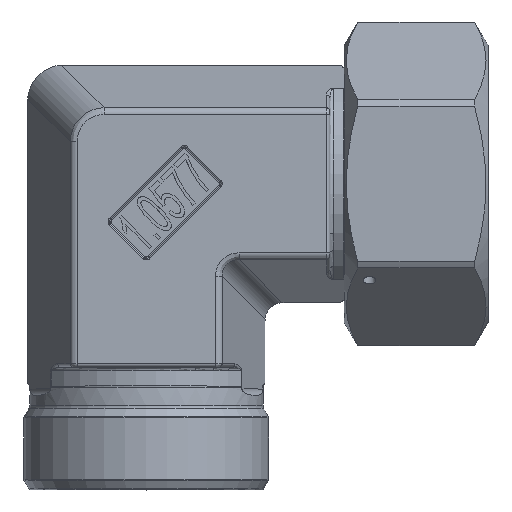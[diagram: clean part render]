
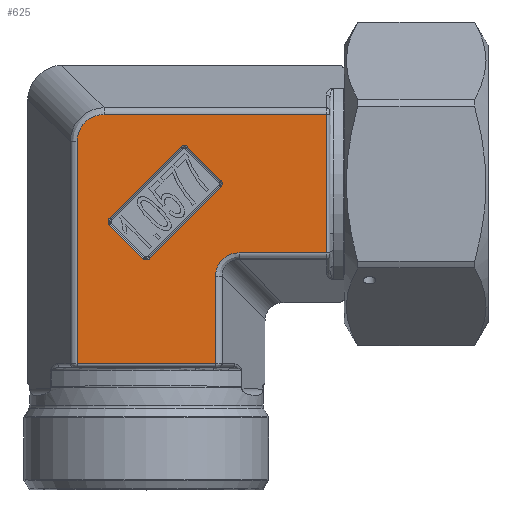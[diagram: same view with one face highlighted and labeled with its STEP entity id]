
A CAD part, top view. The second image highlights one B-rep face of the part: STEP entity #625.
In plain terms, the highlighted planar face has unit normal (0, 0, 1).
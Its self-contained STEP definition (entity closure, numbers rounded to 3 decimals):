
#227=FACE_BOUND('',#1246,.T.);
#228=FACE_BOUND('',#1247,.T.);
#425=CIRCLE('',#4660,1.4);
#426=CIRCLE('',#4661,1.4);
#427=CIRCLE('',#4662,1.4);
#428=CIRCLE('',#4663,1.4);
#625=ADVANCED_FACE('',(#227,#228),#894,.T.);
#894=PLANE('',#4666);
#1246=EDGE_LOOP('',(#2004,#2005,#2006,#2007,#2008,#2009,#2010,#2011));
#1247=EDGE_LOOP('',(#2012,#2013,#2014,#2015,#2016,#2017,#2018,#2019));
#1562=ELLIPSE('',#4664,7.873,7.);
#1563=ELLIPSE('',#4665,8.998,8.);
#2004=ORIENTED_EDGE('',*,*,#3707,.T.);
#2005=ORIENTED_EDGE('',*,*,#3708,.T.);
#2006=ORIENTED_EDGE('',*,*,#3709,.T.);
#2007=ORIENTED_EDGE('',*,*,#3710,.T.);
#2008=ORIENTED_EDGE('',*,*,#3711,.T.);
#2009=ORIENTED_EDGE('',*,*,#3712,.T.);
#2010=ORIENTED_EDGE('',*,*,#3713,.T.);
#2011=ORIENTED_EDGE('',*,*,#3714,.T.);
#2012=ORIENTED_EDGE('',*,*,#3715,.F.);
#2013=ORIENTED_EDGE('',*,*,#3716,.T.);
#2014=ORIENTED_EDGE('',*,*,#3717,.T.);
#2015=ORIENTED_EDGE('',*,*,#3718,.T.);
#2016=ORIENTED_EDGE('',*,*,#3719,.T.);
#2017=ORIENTED_EDGE('',*,*,#3720,.T.);
#2018=ORIENTED_EDGE('',*,*,#3721,.T.);
#2019=ORIENTED_EDGE('',*,*,#3722,.F.);
#3264=VERTEX_POINT('',#7078);
#3265=VERTEX_POINT('',#7079);
#3266=VERTEX_POINT('',#7081);
#3267=VERTEX_POINT('',#7083);
#3268=VERTEX_POINT('',#7085);
#3269=VERTEX_POINT('',#7087);
#3270=VERTEX_POINT('',#7089);
#3271=VERTEX_POINT('',#7091);
#3272=VERTEX_POINT('',#7094);
#3273=VERTEX_POINT('',#7095);
#3274=VERTEX_POINT('',#7097);
#3275=VERTEX_POINT('',#7099);
#3276=VERTEX_POINT('',#7101);
#3277=VERTEX_POINT('',#7103);
#3278=VERTEX_POINT('',#7105);
#3279=VERTEX_POINT('',#7107);
#3707=EDGE_CURVE('',#3264,#3265,#4234,.T.);
#3708=EDGE_CURVE('',#3265,#3266,#425,.T.);
#3709=EDGE_CURVE('',#3266,#3267,#4235,.T.);
#3710=EDGE_CURVE('',#3267,#3268,#426,.T.);
#3711=EDGE_CURVE('',#3268,#3269,#4236,.T.);
#3712=EDGE_CURVE('',#3269,#3270,#427,.T.);
#3713=EDGE_CURVE('',#3270,#3271,#4237,.T.);
#3714=EDGE_CURVE('',#3271,#3264,#428,.T.);
#3715=EDGE_CURVE('',#3272,#3273,#4238,.T.);
#3716=EDGE_CURVE('',#3272,#3274,#4239,.T.);
#3717=EDGE_CURVE('',#3274,#3275,#4240,.T.);
#3718=EDGE_CURVE('',#3275,#3276,#1562,.T.);
#3719=EDGE_CURVE('',#3276,#3277,#4241,.T.);
#3720=EDGE_CURVE('',#3277,#3278,#4242,.T.);
#3721=EDGE_CURVE('',#3278,#3279,#4243,.T.);
#3722=EDGE_CURVE('',#3273,#3279,#1563,.T.);
#4234=LINE('',#7077,#4440);
#4235=LINE('',#7082,#4441);
#4236=LINE('',#7086,#4442);
#4237=LINE('',#7090,#4443);
#4238=LINE('',#7093,#4444);
#4239=LINE('',#7096,#4445);
#4240=LINE('',#7098,#4446);
#4241=LINE('',#7102,#4447);
#4242=LINE('',#7104,#4448);
#4243=LINE('',#7106,#4449);
#4440=VECTOR('',#5237,1.);
#4441=VECTOR('',#5240,1.);
#4442=VECTOR('',#5243,1.);
#4443=VECTOR('',#5246,1.);
#4444=VECTOR('',#5249,1.);
#4445=VECTOR('',#5250,1.);
#4446=VECTOR('',#5251,1.);
#4447=VECTOR('',#5254,1.);
#4448=VECTOR('',#5255,1.);
#4449=VECTOR('',#5256,1.);
#4660=AXIS2_PLACEMENT_3D('',#7080,#5238,#5239);
#4661=AXIS2_PLACEMENT_3D('',#7084,#5241,#5242);
#4662=AXIS2_PLACEMENT_3D('',#7088,#5244,#5245);
#4663=AXIS2_PLACEMENT_3D('',#7092,#5247,#5248);
#4664=AXIS2_PLACEMENT_3D('',#7100,#5252,#5253);
#4665=AXIS2_PLACEMENT_3D('',#7108,#5257,#5258);
#4666=AXIS2_PLACEMENT_3D('',#7109,#5259,#5260);
#5237=DIRECTION('',(-0.707,-0.707,0.));
#5238=DIRECTION('',(0.,0.,-1.));
#5239=DIRECTION('',(1.,0.,0.));
#5240=DIRECTION('',(-0.707,0.707,0.));
#5241=DIRECTION('',(0.,0.,-1.));
#5242=DIRECTION('',(1.,0.,0.));
#5243=DIRECTION('',(0.707,0.707,0.));
#5244=DIRECTION('',(0.,0.,-1.));
#5245=DIRECTION('',(1.,0.,0.));
#5246=DIRECTION('',(0.707,-0.707,0.));
#5247=DIRECTION('',(0.,0.,-1.));
#5248=DIRECTION('',(1.,0.,0.));
#5249=DIRECTION('',(0.,1.,0.));
#5250=DIRECTION('',(1.,0.,0.));
#5251=DIRECTION('',(0.,1.,0.));
#5252=DIRECTION('',(0.,0.,-1.));
#5253=DIRECTION('',(0.707,-0.707,0.));
#5254=DIRECTION('',(1.,0.,0.));
#5255=DIRECTION('',(0.,1.,0.));
#5256=DIRECTION('',(-1.,0.,0.));
#5257=DIRECTION('',(0.,0.,-1.));
#5258=DIRECTION('',(-0.707,0.707,0.));
#5259=DIRECTION('',(0.,0.,1.));
#5260=DIRECTION('',(1.,0.,0.));
#7077=CARTESIAN_POINT('',(0.264,-21.478,35.));
#7078=CARTESIAN_POINT('',(20.771,-0.972,35.));
#7079=CARTESIAN_POINT('',(0.972,-20.771,35.));
#7080=CARTESIAN_POINT('',(-0.018,-19.781,35.));
#7081=CARTESIAN_POINT('',(-1.008,-20.771,35.));
#7082=CARTESIAN_POINT('',(-10.908,-10.871,35.));
#7083=CARTESIAN_POINT('',(-10.201,-11.578,35.));
#7084=CARTESIAN_POINT('',(-9.211,-10.588,35.));
#7085=CARTESIAN_POINT('',(-10.201,-9.598,35.));
#7086=CARTESIAN_POINT('',(10.305,10.908,35.));
#7087=CARTESIAN_POINT('',(9.598,10.201,35.));
#7088=CARTESIAN_POINT('',(10.588,9.211,35.));
#7089=CARTESIAN_POINT('',(11.578,10.201,35.));
#7090=CARTESIAN_POINT('',(21.478,0.301,35.));
#7091=CARTESIAN_POINT('',(20.771,1.008,35.));
#7092=CARTESIAN_POINT('',(19.781,0.018,35.));
#7093=CARTESIAN_POINT('',(-19.225,20.625,35.));
#7094=CARTESIAN_POINT('',(-19.225,-50.,35.));
#7095=CARTESIAN_POINT('',(-19.225,11.707,35.));
#7096=CARTESIAN_POINT('',(15.187,-50.,35.));
#7097=CARTESIAN_POINT('',(19.225,-50.,35.));
#7098=CARTESIAN_POINT('',(19.225,20.625,35.));
#7099=CARTESIAN_POINT('',(19.225,-25.802,35.));
#7100=CARTESIAN_POINT('',(26.674,-26.674,35.));
#7101=CARTESIAN_POINT('',(25.802,-19.225,35.));
#7102=CARTESIAN_POINT('',(15.187,-19.225,35.));
#7103=CARTESIAN_POINT('',(50.,-19.225,35.));
#7104=CARTESIAN_POINT('',(50.,19.225,35.));
#7105=CARTESIAN_POINT('',(50.,19.225,35.));
#7106=CARTESIAN_POINT('',(15.187,19.225,35.));
#7107=CARTESIAN_POINT('',(-11.707,19.225,35.));
#7108=CARTESIAN_POINT('',(-10.711,10.711,35.));
#7109=CARTESIAN_POINT('',(15.187,20.625,35.));
